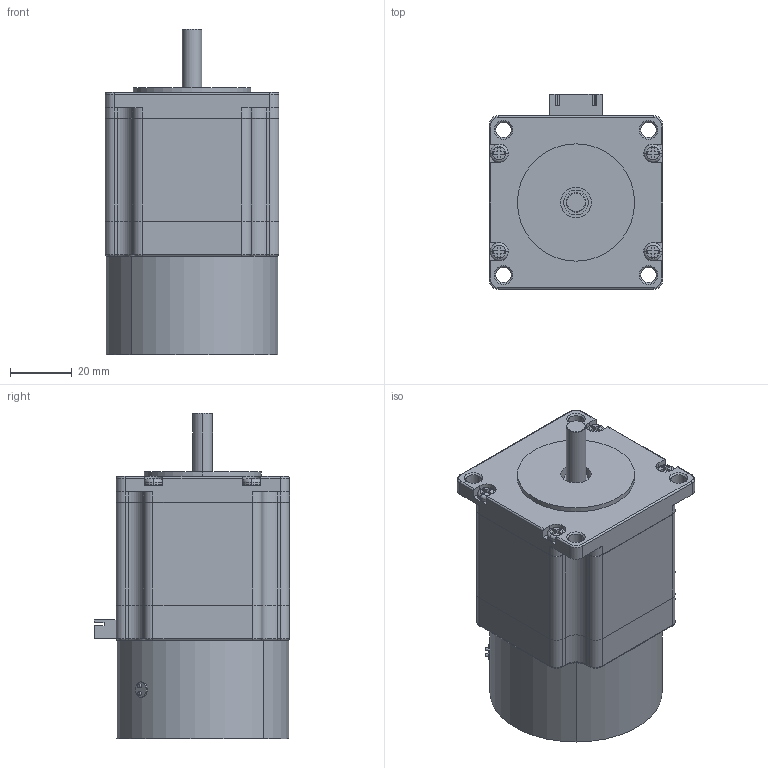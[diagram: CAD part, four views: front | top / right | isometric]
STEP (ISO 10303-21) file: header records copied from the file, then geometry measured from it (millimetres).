
FILE_DESCRIPTION((''),'2;1');
FILE_NAME('MT23HE22015B4F1_ASM','2017-04-18T',('Matteo Maccalli'),(''),'PRO/ENGINEER BY PARAMETRIC TECHNOLOGY CORPORATION, 2006320','PRO/ENGINEER BY PARAMETRIC TECHNOLOGY CORPORATION, 2006320','');
FILE_SCHEMA(('AUTOMOTIVE_DESIGN_CC2 { 1 2 10303 214 -1 1 5 2 }'));
Length unit declared in the file: millimetre
Products named in the file (8): MT23HE_FLANGIA_FRONT_FOR5; MT23HE22_STACK; MT23HE_FLANGIA_POST_FORI19; TCC_M3X25; MT23HE_ALBERO_ANT_NO_SPIANATO; S6B-XH-A-1; BRAKE_MT23HE; MT23HE22015B4F1_ASM
Assembly tree (10 placements, depth 2):
  MT23HE22015B4F1_ASM
    MT23HE_FLANGIA_FRONT_FOR5
    MT23HE22_STACK
    MT23HE_FLANGIA_POST_FORI19
    TCC_M3X25  x4
    MT23HE_ALBERO_ANT_NO_SPIANATO
    S6B-XH-A-1
    BRAKE_MT23HE
Bounding box: 56.4 x 63.4 x 105.9 mm (x, y, z)
Volume: 233092.9 mm3; surface area: 45257.7 mm2
Topology: 11 solids, 15 shells, 428 faces, 1064 edges, 672 vertices
Faces by surface type: plane 206, cylinder 142, cone 38, torus 34, sphere 8
Entity records: 13136 total; most frequent: DIRECTION 1926, CARTESIAN_POINT 1799, ORIENTED_EDGE 1712, EDGE_CURVE 864, PRESENTATION_STYLE_ASSIGNMENT 759, STYLED_ITEM 714, CURVE_STYLE 704, AXIS2_PLACEMENT_3D 699
